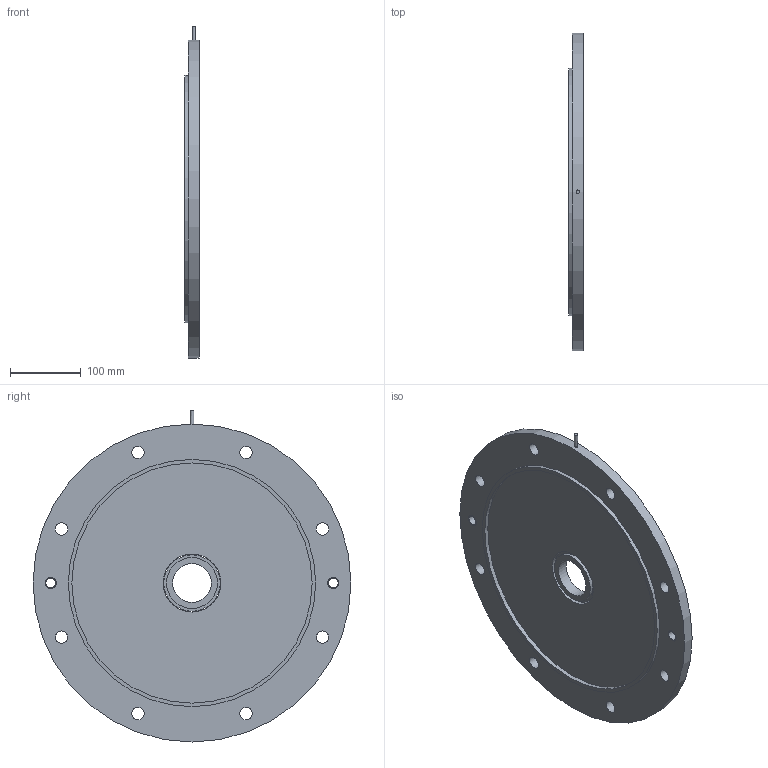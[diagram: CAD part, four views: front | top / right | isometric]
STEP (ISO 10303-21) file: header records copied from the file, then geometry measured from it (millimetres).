
FILE_DESCRIPTION(/* description */ (''),/* implementation_level */ '2;1');
FILE_NAME(/* name */ 'MIGN4501580_002',/* time_stamp */ '2026-02-26T13:36:09+01:00',/* author */ (''),/* organization */ (''),/* preprocessor_version */ 'ST-DEVELOPER v16.5',/* originating_system */ 'HiCAD 2024 2902.1 Build 462',/* authorisation */ '');
FILE_SCHEMA (('AUTOMOTIVE_DESIGN { 1 0 10303 214 1 1 1 1 }'));
Length unit declared in the file: millimetre
Bounding box: 20 x 450 x 469.91 mm (x, y, z)
Volume: 1724297.2 mm3; surface area: 376638.8 mm2
Topology: 6 solids, 6 shells, 45 faces, 91 edges, 64 vertices
Faces by surface type: cylinder 27, plane 18
Full cylindrical faces by diameter (mm): 4 x1, 5 x1, 13.546 x2, 16 x4, 17.5 x8, 55 x1, 72 x2, 79.9 x2, 82 x1, 105 x1, 340 x1, 350 x2, 450 x1
Entity records: 1632 total; most frequent: DIRECTION 198, CARTESIAN_POINT 153, PRESENTATION_STYLE_ASSIGNMENT 114, COLOUR_RGB 109, DRAUGHTING_PRE_DEFINED_CURVE_FONT 108, CURVE_STYLE 108, OVER_RIDING_STYLED_ITEM 108, ORIENTED_EDGE 108
